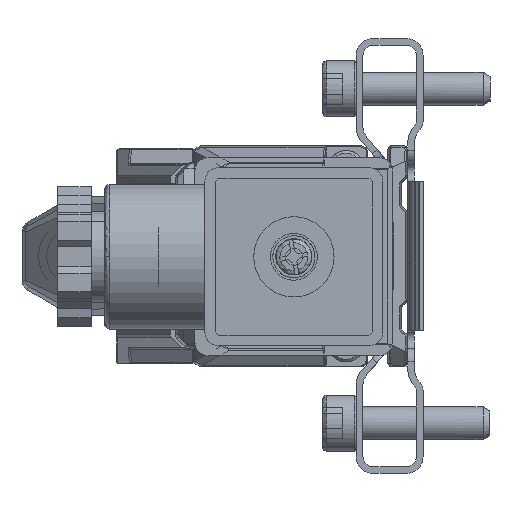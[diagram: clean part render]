
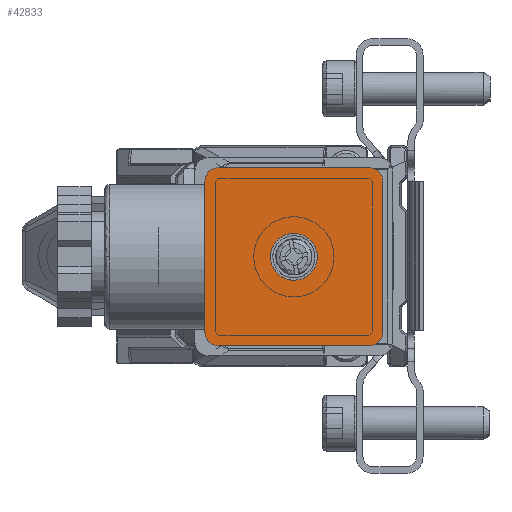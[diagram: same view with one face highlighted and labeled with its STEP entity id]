
A CAD part, left-side view. The second image highlights one B-rep face of the part: STEP entity #42833.
In plain terms, the highlighted planar face has unit normal (-1, 0, 0).
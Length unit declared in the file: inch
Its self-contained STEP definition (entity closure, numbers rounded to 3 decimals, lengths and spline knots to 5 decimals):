
#992 = AXIS2_PLACEMENT_3D ( 'NONE', #20070, #5448, #37971 ) ;
#1068 = VERTEX_POINT ( 'NONE', #14140 ) ;
#1482 = EDGE_CURVE ( 'NONE', #1068, #6006, #31091, .T. ) ;
#1600 = VECTOR ( 'NONE', #27463, 39.37008 ) ;
#1666 = CARTESIAN_POINT ( 'NONE',  ( -13.62992, 1.19347, -1.17628 ) ) ;
#2935 = CARTESIAN_POINT ( 'NONE',  ( -13.62992, 0.22496, -0.20777 ) ) ;
#3504 = VECTOR ( 'NONE', #20154, 39.37008 ) ;
#3679 = EDGE_CURVE ( 'NONE', #6006, #7536, #30787, .T. ) ;
#4148 = DIRECTION ( 'NONE',  ( 0., 0., 1. ) ) ;
#4248 = VERTEX_POINT ( 'NONE', #37960 ) ;
#4947 = VECTOR ( 'NONE', #9867, 39.37008 ) ;
#5448 = DIRECTION ( 'NONE',  ( 1., 0., 0. ) ) ;
#5792 = CARTESIAN_POINT ( 'NONE',  ( -13.62992, 0.22496, -0.12903 ) ) ;
#6006 = VERTEX_POINT ( 'NONE', #25927 ) ;
#7433 = VERTEX_POINT ( 'NONE', #28348 ) ;
#7536 = VERTEX_POINT ( 'NONE', #27461 ) ;
#7739 = ORIENTED_EDGE ( 'NONE', *, *, #12726, .F. ) ;
#8970 = ORIENTED_EDGE ( 'NONE', *, *, #3679, .F. ) ;
#9463 = EDGE_CURVE ( 'NONE', #11590, #4248, #36588, .T. ) ;
#9823 = AXIS2_PLACEMENT_3D ( 'NONE', #43927, #33440, #12526 ) ;
#9867 = DIRECTION ( 'NONE',  ( 0., 0., 1. ) ) ;
#10247 = EDGE_CURVE ( 'NONE', #31713, #23053, #35912, .T. ) ;
#11590 = VERTEX_POINT ( 'NONE', #11683 ) ;
#11683 = CARTESIAN_POINT ( 'NONE',  ( -13.62992, 1.19347, -0.20777 ) ) ;
#12526 = DIRECTION ( 'NONE',  ( 0., -1., 0. ) ) ;
#12562 = CARTESIAN_POINT ( 'NONE',  ( -13.62992, 0.66984, -0.65265 ) ) ;
#12609 = DIRECTION ( 'NONE',  ( 0., -1., 0. ) ) ;
#12726 = EDGE_CURVE ( 'NONE', #7536, #31713, #33519, .T. ) ;
#14125 = ORIENTED_EDGE ( 'NONE', *, *, #44454, .F. ) ;
#14140 = CARTESIAN_POINT ( 'NONE',  ( -13.62992, 0.14622, -0.20777 ) ) ;
#14467 = CIRCLE ( 'NONE', #43480, 0.07874 ) ;
#15398 = CIRCLE ( 'NONE', #22052, 0.1378 ) ;
#16119 = CARTESIAN_POINT ( 'NONE',  ( -13.62992, 0.22496, -1.09754 ) ) ;
#16585 = EDGE_LOOP ( 'NONE', ( #7739, #8970, #29064, #34020, #25014, #23916, #18290, #31108 ) ) ;
#17290 = EDGE_CURVE ( 'NONE', #23053, #11590, #27353, .T. ) ;
#18290 = ORIENTED_EDGE ( 'NONE', *, *, #17290, .F. ) ;
#18335 = PLANE ( 'NONE',  #29397 ) ;
#20070 = CARTESIAN_POINT ( 'NONE',  ( -13.62992, 1.11473, -1.09754 ) ) ;
#20154 = DIRECTION ( 'NONE',  ( 0., 0., -1. ) ) ;
#21575 = FACE_BOUND ( 'NONE', #43337, .T. ) ;
#21806 = FACE_OUTER_BOUND ( 'NONE', #16585, .T. ) ;
#22052 = AXIS2_PLACEMENT_3D ( 'NONE', #12562, #23254, #37439 ) ;
#22060 = CARTESIAN_POINT ( 'NONE',  ( -13.62992, 1.19347, -1.17628 ) ) ;
#23053 = VERTEX_POINT ( 'NONE', #40737 ) ;
#23254 = DIRECTION ( 'NONE',  ( -1., 0., 0. ) ) ;
#23489 = VERTEX_POINT ( 'NONE', #5792 ) ;
#23783 = CARTESIAN_POINT ( 'NONE',  ( -13.62992, 1.19347, -0.12903 ) ) ;
#23916 = ORIENTED_EDGE ( 'NONE', *, *, #9463, .F. ) ;
#25014 = ORIENTED_EDGE ( 'NONE', *, *, #29540, .F. ) ;
#25587 = AXIS2_PLACEMENT_3D ( 'NONE', #16119, #30285, #12609 ) ;
#25927 = CARTESIAN_POINT ( 'NONE',  ( -13.62992, 0.14622, -1.09754 ) ) ;
#27353 = LINE ( 'NONE', #45270, #4947 ) ;
#27385 = CARTESIAN_POINT ( 'NONE',  ( -13.62992, 0.14622, -1.17628 ) ) ;
#27461 = CARTESIAN_POINT ( 'NONE',  ( -13.62992, 0.22496, -1.17628 ) ) ;
#27463 = DIRECTION ( 'NONE',  ( 0., 1., 0. ) ) ;
#28348 = CARTESIAN_POINT ( 'NONE',  ( -13.62992, 0.66984, -0.79045 ) ) ;
#29064 = ORIENTED_EDGE ( 'NONE', *, *, #1482, .F. ) ;
#29397 = AXIS2_PLACEMENT_3D ( 'NONE', #22060, #42768, #4148 ) ;
#29540 = EDGE_CURVE ( 'NONE', #4248, #23489, #35153, .T. ) ;
#30285 = DIRECTION ( 'NONE',  ( 1., 0., 0. ) ) ;
#30787 = CIRCLE ( 'NONE', #25587, 0.07874 ) ;
#31091 = LINE ( 'NONE', #27385, #3504 ) ;
#31108 = ORIENTED_EDGE ( 'NONE', *, *, #10247, .F. ) ;
#31146 = EDGE_CURVE ( 'NONE', #23489, #1068, #14467, .T. ) ;
#31713 = VERTEX_POINT ( 'NONE', #42410 ) ;
#33440 = DIRECTION ( 'NONE',  ( 1., 0., 0. ) ) ;
#33519 = LINE ( 'NONE', #1666, #1600 ) ;
#34020 = ORIENTED_EDGE ( 'NONE', *, *, #31146, .F. ) ;
#34086 = DIRECTION ( 'NONE',  ( 0., -1., 0. ) ) ;
#34719 = DIRECTION ( 'NONE',  ( 0., -1., 0. ) ) ;
#35153 = LINE ( 'NONE', #23783, #43496 ) ;
#35912 = CIRCLE ( 'NONE', #992, 0.07874 ) ;
#36588 = CIRCLE ( 'NONE', #9823, 0.07874 ) ;
#37439 = DIRECTION ( 'NONE',  ( 0., 0., -1. ) ) ;
#37960 = CARTESIAN_POINT ( 'NONE',  ( -13.62992, 1.11473, -0.12903 ) ) ;
#37971 = DIRECTION ( 'NONE',  ( 0., -1., 0. ) ) ;
#38264 = DIRECTION ( 'NONE',  ( 1., 0., 0. ) ) ;
#40737 = CARTESIAN_POINT ( 'NONE',  ( -13.62992, 1.19347, -1.09754 ) ) ;
#42410 = CARTESIAN_POINT ( 'NONE',  ( -13.62992, 1.11473, -1.17628 ) ) ;
#42768 = DIRECTION ( 'NONE',  ( 1., 0., 0. ) ) ;
#42833 = ADVANCED_FACE ( 'NONE', ( #21806, #21575 ), #18335, .F. ) ;
#43337 = EDGE_LOOP ( 'NONE', ( #14125 ) ) ;
#43480 = AXIS2_PLACEMENT_3D ( 'NONE', #2935, #38264, #34086 ) ;
#43496 = VECTOR ( 'NONE', #34719, 39.37008 ) ;
#43927 = CARTESIAN_POINT ( 'NONE',  ( -13.62992, 1.11473, -0.20777 ) ) ;
#44454 = EDGE_CURVE ( 'NONE', #7433, #7433, #15398, .T. ) ;
#45270 = CARTESIAN_POINT ( 'NONE',  ( -13.62992, 1.19347, -1.17628 ) ) ;
